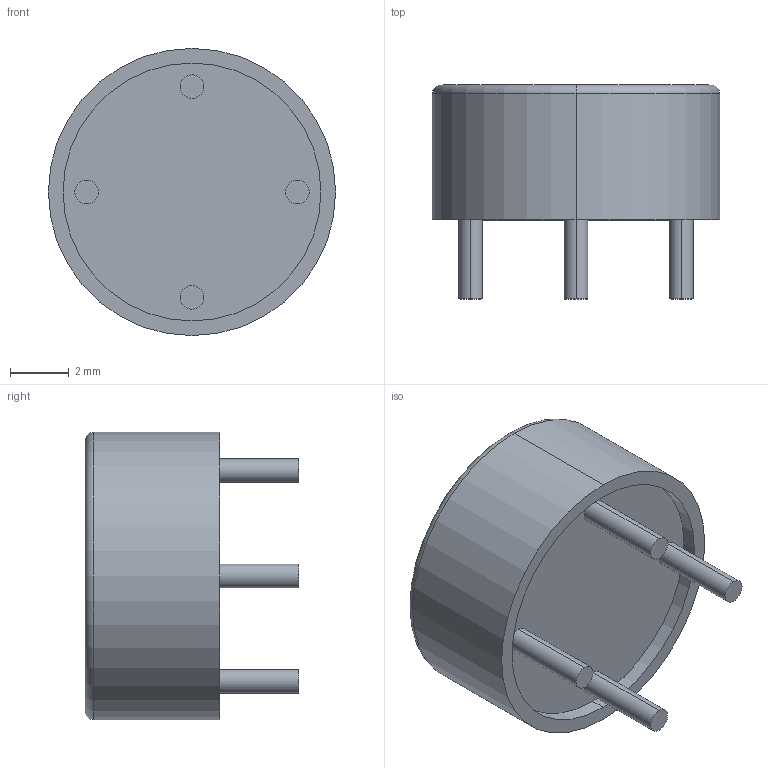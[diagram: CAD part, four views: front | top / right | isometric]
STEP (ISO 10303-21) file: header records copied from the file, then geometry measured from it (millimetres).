
FILE_DESCRIPTION (( 'STEP AP214' ), '1' );
FILE_NAME ('W00AR5, WOG, WOB, WOBM, WOM___WOBM__.STEP', '2023-03-01T14:01:16', ( '' ), ( '' ), 'SwSTEP 2.0', 'SolidWorks 2020', '' );
FILE_SCHEMA (( 'AUTOMOTIVE_DESIGN' ));
Length unit declared in the file: millimetre
Products named in the file (1): W00AR5, WOG, WOB, WOBM, WOM___WOBM__
Bounding box: 9.8 x 7.3 x 9.8 mm (x, y, z)
Volume: 322.5 mm3; surface area: 335.6 mm2
Topology: 1 solids, 1 shells, 197 faces, 514 edges, 342 vertices
Faces by surface type: plane 135, bspline 48, cylinder 12, torus 2
Entity records: 9613 total; most frequent: CARTESIAN_POINT 2862, ORIENTED_EDGE 1028, DIRECTION 746, EDGE_CURVE 514, VECTOR 390, LINE 390, VERTEX_POINT 342, EDGE_LOOP 220
